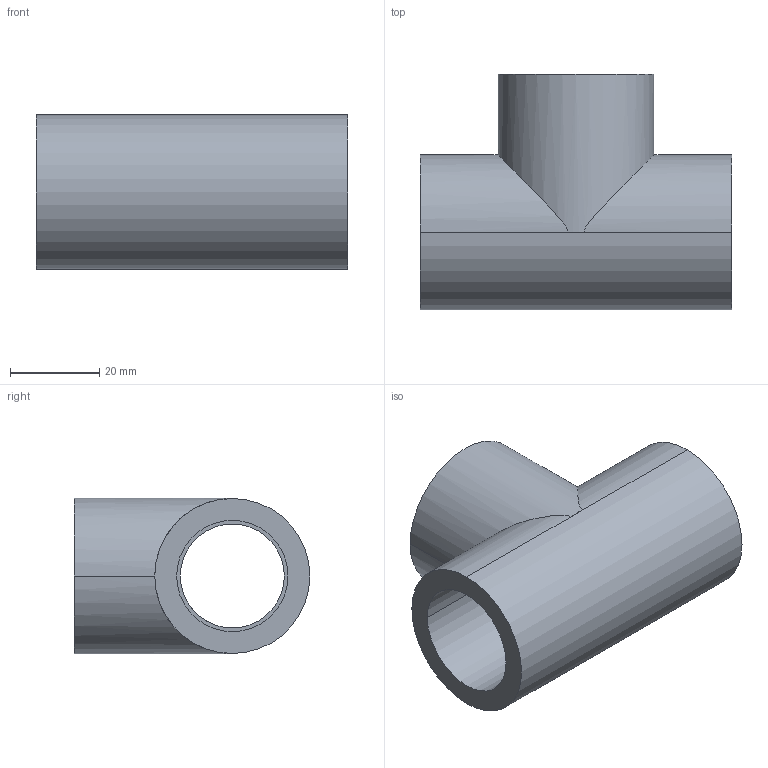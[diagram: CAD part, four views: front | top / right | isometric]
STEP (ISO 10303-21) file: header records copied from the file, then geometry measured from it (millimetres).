
FILE_DESCRIPTION( ( '' ), '1' );
FILE_NAME( 'AGRU_11055252007_PPR_grau_T-Stück_reduziert_25_20_-_MOP_16_bar_10.stp', '2018-02-09T08:15:28', ( '' ), ( '' ), ' ', ' ', ' ' );
FILE_SCHEMA( ( 'automotive_design' ) );
Length unit declared in the file: millimetre
Products named in the file (1): 1
Bounding box: 70 x 52.9 x 35 mm (x, y, z)
Volume: 46469.2 mm3; surface area: 17442.6 mm2
Topology: 1 solids, 1 shells, 23 faces, 52 edges, 33 vertices
Faces by surface type: cylinder 15, plane 8
Entity records: 1630 total; most frequent: CARTESIAN_POINT 460, DIRECTION 119, STYLED_ITEM 109, PRESENTATION_STYLE_ASSIGNMENT 109, COLOUR_RGB 109, ORIENTED_EDGE 104, EDGE_CURVE 52, CURVE_STYLE 52
